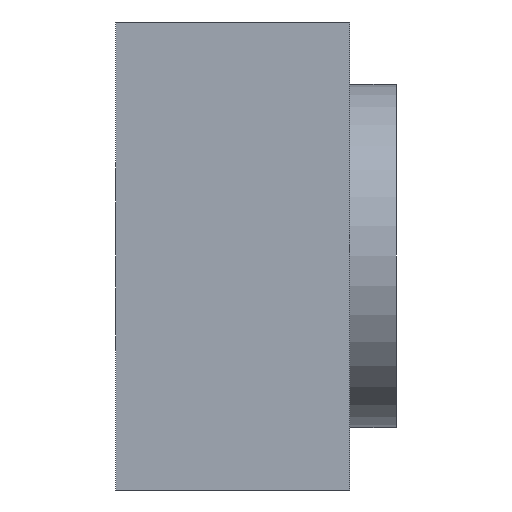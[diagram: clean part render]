
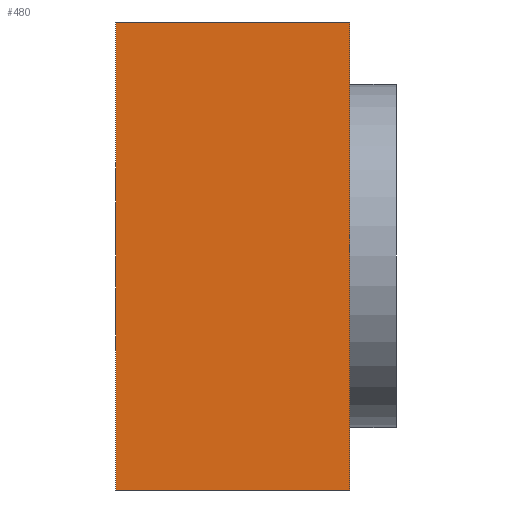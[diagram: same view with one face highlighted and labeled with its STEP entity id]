
A CAD part, left-side view. The second image highlights one B-rep face of the part: STEP entity #480.
In plain terms, the highlighted planar face has unit normal (-1, 0, 0).
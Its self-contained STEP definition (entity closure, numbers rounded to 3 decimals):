
#358=CARTESIAN_POINT('',(-23.,7.5,-15.0));
#359=VERTEX_POINT('',#358);
#360=CARTESIAN_POINT('',(-23.,-7.5,-15.0));
#361=VERTEX_POINT('',#360);
#362=CARTESIAN_POINT('',(-23.,7.5,-15.0));
#363=DIRECTION('',(0.0,-1.0,0.0));
#364=VECTOR('',#363,15.0);
#365=LINE('',#362,#364);
#366=EDGE_CURVE('',#359,#361,#365,.T.);
#435=CARTESIAN_POINT('',(-23.,-7.5,15.0));
#436=VERTEX_POINT('',#435);
#443=CARTESIAN_POINT('',(-23.,-7.5,15.0));
#444=DIRECTION('',(0.0,0.0,-1.0));
#445=VECTOR('',#444,30.0);
#446=LINE('',#443,#445);
#447=EDGE_CURVE('',#436,#361,#446,.T.);
#457=CARTESIAN_POINT('',(-23.,-7.5,0.0));
#458=DIRECTION('',(-1.0,0.0,0.0));
#459=DIRECTION('',(0.0,0.0,1.0));
#460=AXIS2_PLACEMENT_3D('',#457,#458,#459);
#461=PLANE('',#460);
#462=CARTESIAN_POINT('',(-23.,7.5,15.0));
#463=VERTEX_POINT('',#462);
#464=CARTESIAN_POINT('',(-23.,-7.5,15.0));
#465=DIRECTION('',(0.0,1.0,0.0));
#466=VECTOR('',#465,15.0);
#467=LINE('',#464,#466);
#468=EDGE_CURVE('',#436,#463,#467,.T.);
#469=ORIENTED_EDGE('',*,*,#468,.T.);
#470=CARTESIAN_POINT('',(-23.,7.5,-15.0));
#471=DIRECTION('',(0.0,0.0,1.0));
#472=VECTOR('',#471,30.0);
#473=LINE('',#470,#472);
#474=EDGE_CURVE('',#359,#463,#473,.T.);
#475=ORIENTED_EDGE('',*,*,#474,.F.);
#476=ORIENTED_EDGE('',*,*,#366,.T.);
#477=ORIENTED_EDGE('',*,*,#447,.F.);
#478=EDGE_LOOP('',(#469,#475,#476,#477));
#479=FACE_OUTER_BOUND('',#478,.T.);
#480=ADVANCED_FACE('',(#479),#461,.T.);
